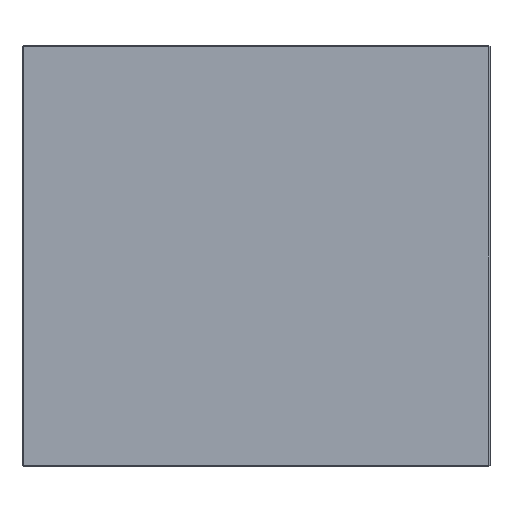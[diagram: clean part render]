
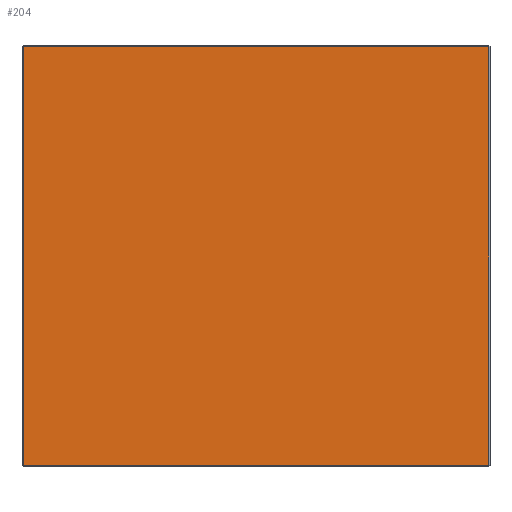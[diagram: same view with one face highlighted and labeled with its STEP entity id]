
A CAD part, front view. The second image highlights one B-rep face of the part: STEP entity #204.
In plain terms, the highlighted planar face has unit normal (0, -1, 0).
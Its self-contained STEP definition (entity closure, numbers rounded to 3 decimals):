
#173=FACE_OUTER_BOUND('',#573,.T.);
#204=ADVANCED_FACE('',(#173),#291,.F.);
#291=PLANE('',#1227);
#328=LINE('',#1770,#378);
#329=LINE('',#1773,#379);
#330=LINE('',#1775,#380);
#331=LINE('',#1777,#381);
#378=VECTOR('',#1409,1.);
#379=VECTOR('',#1410,1.);
#380=VECTOR('',#1411,1.);
#381=VECTOR('',#1412,1.);
#573=EDGE_LOOP('',(#725,#726,#727,#728));
#725=ORIENTED_EDGE('',*,*,#1058,.T.);
#726=ORIENTED_EDGE('',*,*,#1059,.T.);
#727=ORIENTED_EDGE('',*,*,#1060,.T.);
#728=ORIENTED_EDGE('',*,*,#1061,.T.);
#955=VERTEX_POINT('',#1771);
#956=VERTEX_POINT('',#1772);
#957=VERTEX_POINT('',#1774);
#958=VERTEX_POINT('',#1776);
#1058=EDGE_CURVE('',#955,#956,#328,.T.);
#1059=EDGE_CURVE('',#956,#957,#329,.T.);
#1060=EDGE_CURVE('',#957,#958,#330,.T.);
#1061=EDGE_CURVE('',#958,#955,#331,.T.);
#1227=AXIS2_PLACEMENT_3D('',#1778,#1413,#1414);
#1409=DIRECTION('',(0.,0.,-1.));
#1410=DIRECTION('',(1.,0.,0.));
#1411=DIRECTION('',(0.,0.,1.));
#1412=DIRECTION('',(-1.,0.,0.));
#1413=DIRECTION('',(0.,1.,0.));
#1414=DIRECTION('',(0.,0.,1.));
#1770=CARTESIAN_POINT('',(1.,-157.5,157.5));
#1771=CARTESIAN_POINT('',(1.,-157.5,156.5));
#1772=CARTESIAN_POINT('',(1.,-157.5,-156.5));
#1773=CARTESIAN_POINT('',(350.,-157.5,-156.5));
#1774=CARTESIAN_POINT('',(349.,-157.5,-156.5));
#1775=CARTESIAN_POINT('',(349.,-157.5,157.5));
#1776=CARTESIAN_POINT('',(349.,-157.5,156.5));
#1777=CARTESIAN_POINT('',(350.,-157.5,156.5));
#1778=CARTESIAN_POINT('',(350.,-157.5,157.5));
